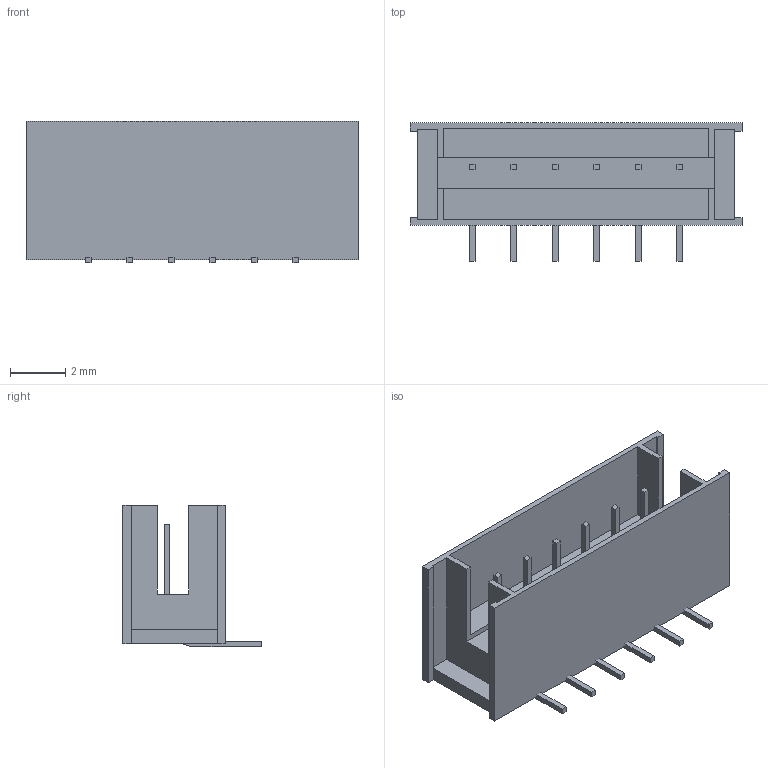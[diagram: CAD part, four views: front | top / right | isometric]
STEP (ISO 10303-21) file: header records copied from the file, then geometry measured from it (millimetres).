
FILE_DESCRIPTION(/* description */ (''),/* implementation_level */ '2;1');
FILE_NAME(/* name */ 'ZH_SMT_VERTICAL_6pin.step',/* time_stamp */ '2024-09-22T21:20:44-07:00',/* author */ (''),/* organization */ (''),/* preprocessor_version */ 'ST-DEVELOPER v20',/* originating_system */ 'Autodesk Translation Framework v13.20.0.188',/* authorisation */ '');
FILE_SCHEMA (('AUTOMOTIVE_DESIGN { 1 0 10303 214 3 1 1 }'));
Length unit declared in the file: millimetre
Products named in the file (1): ZH_SMT_VERTICAL
Bounding box: 12 x 5 x 5.1 mm (x, y, z)
Volume: 95.1 mm3; surface area: 368.8 mm2
Topology: 7 solids, 7 shells, 98 faces, 248 edges, 164 vertices
Faces by surface type: plane 86, cylinder 12
Entity records: 2945 total; most frequent: CARTESIAN_POINT 511, ORIENTED_EDGE 496, DIRECTION 470, EDGE_CURVE 248, LINE 224, VECTOR 224, VERTEX_POINT 164, AXIS2_PLACEMENT_3D 123
